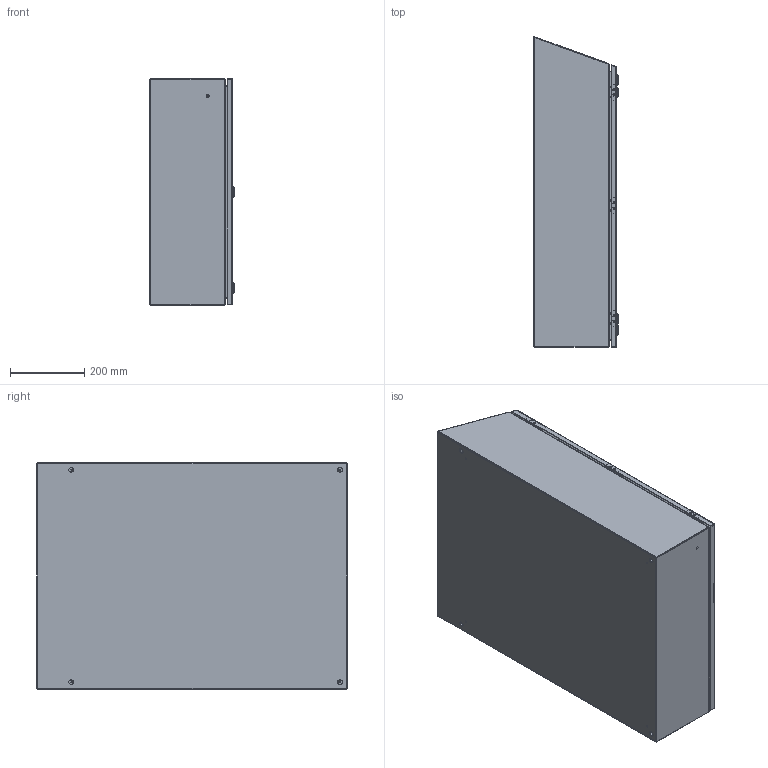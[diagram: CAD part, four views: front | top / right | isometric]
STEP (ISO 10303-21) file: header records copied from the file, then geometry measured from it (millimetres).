
FILE_DESCRIPTION (( 'STEP AP214' ), '1' );
FILE_NAME ('ST302408SS.STEP', '2019-07-15T19:48:59', ( '' ), ( '' ), 'SwSTEP 2.0', 'SolidWorks 2018', '' );
FILE_SCHEMA (( 'AUTOMOTIVE_DESIGN' ));
Length unit declared in the file: inch
Products named in the file (1): ST302408SS
Bounding box: 228.52 x 835.22 x 609.6 mm (x, y, z)
Volume: 3345524.2 mm3; surface area: 3688841.8 mm2
Topology: 43 solids, 44 shells, 1146 faces, 2718 edges, 1708 vertices
Faces by surface type: plane 632, cylinder 346, bspline 102, torus 36, cone 30
Entity records: 50793 total; most frequent: CARTESIAN_POINT 8972, DIRECTION 5490, ORIENTED_EDGE 5404, EDGE_CURVE 2702, AXIS2_PLACEMENT_3D 1907, VERTEX_POINT 1708, LINE 1676, VECTOR 1676
